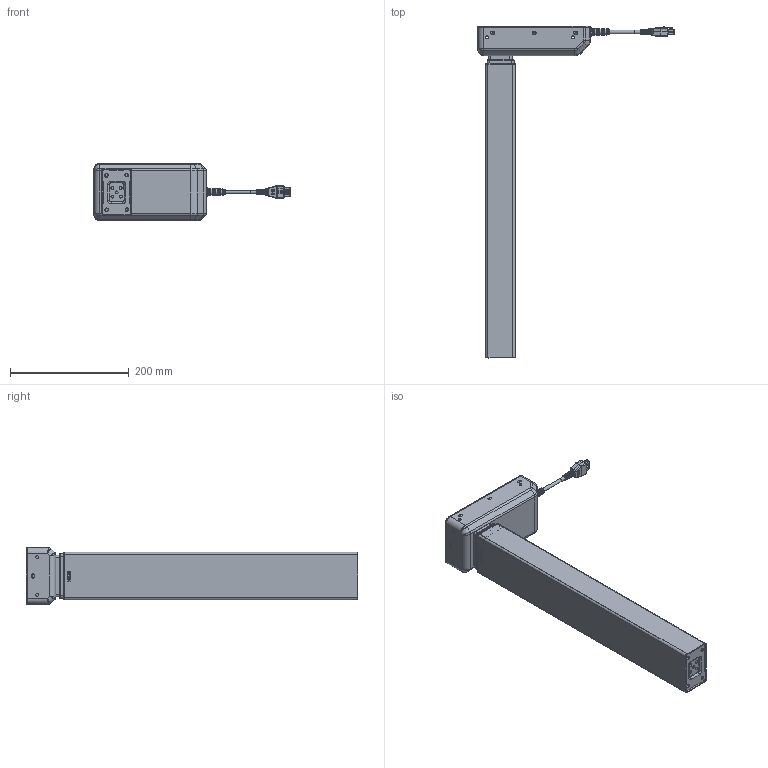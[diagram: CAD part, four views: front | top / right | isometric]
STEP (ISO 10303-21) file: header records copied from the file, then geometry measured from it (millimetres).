
FILE_DESCRIPTION(/* description */ (''),/* implementation_level */ '2;1');
FILE_NAME(/* name */ 'DD05.3.stp',/* time_stamp */ '2021-02-17T09:05:04+01:00',/* author */ (''),/* organization */ (''),/* preprocessor_version */ 'ST-DEVELOPER v16.7',/* originating_system */ 'SIEMENS PLM Software NX 12.0',/* authorisation */ '');
FILE_SCHEMA (('AUTOMOTIVE_DESIGN { 1 0 10303 214 3 1 1 1 }'));
Products named in the file (4): DD05.3P02; DD05.3P01; DD05.3P03; DD05.3
Assembly tree (3 placements, depth 2):
  DD05.3
    DD05.3P03
    DD05.3P01
    DD05.3P02
Bounding box: 331.1 x 560 x 96 mm (x, y, z)
Volume: 703311.8 mm3; surface area: 818385.6 mm2
Topology: 9 solids, 14 shells, 2682 faces, 6973 edges, 4452 vertices
Faces by surface type: plane 1821, cylinder 443, bspline 187, cone 180, torus 45, sphere 4, extrusion 2
Full cylindrical faces by diameter (mm): 4.2 x2, 4.8 x6, 5 x9, 5.2 x16, 5.6 x3, 5.8 x3, 6 x8, 26 x1, 30 x1, 34 x1
Entity records: 86283 total; most frequent: CARTESIAN_POINT 21144, ORIENTED_EDGE 13676, DIRECTION 12863, EDGE_CURVE 6838, VECTOR 4991, LINE 4989, VERTEX_POINT 4405, AXIS2_PLACEMENT_3D 3936
